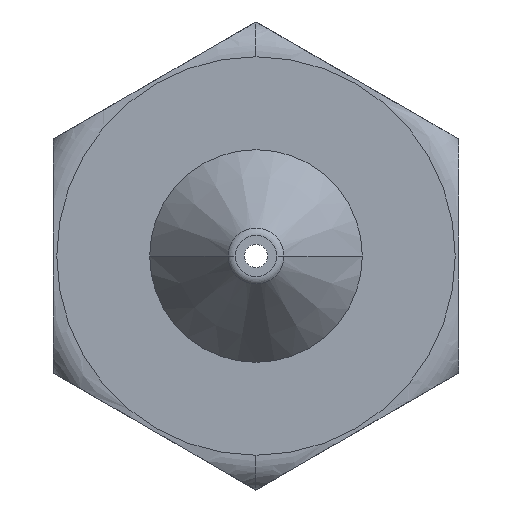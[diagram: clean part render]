
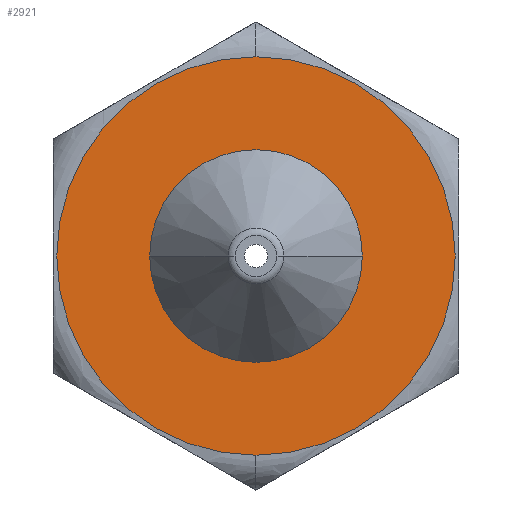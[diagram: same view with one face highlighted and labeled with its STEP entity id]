
A CAD part, front view. The second image highlights one B-rep face of the part: STEP entity #2921.
In plain terms, the highlighted planar face has unit normal (0, -1, 0).
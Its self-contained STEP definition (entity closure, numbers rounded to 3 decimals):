
#20 = DIRECTION ( 'NONE',  ( 1., 0., 0. ) ) ;
#25 = CIRCLE ( 'NONE', #2263, 1.837 ) ;
#40 = FACE_BOUND ( 'NONE', #1007, .T. ) ;
#41 = CARTESIAN_POINT ( 'NONE',  ( 1.837, -3., 0. ) ) ;
#62 = ORIENTED_EDGE ( 'NONE', *, *, #2711, .F. ) ;
#175 = CARTESIAN_POINT ( 'NONE',  ( 0., -3., 0. ) ) ;
#273 = EDGE_CURVE ( 'NONE', #316, #2611, #25, .T. ) ;
#316 = VERTEX_POINT ( 'NONE', #3188 ) ;
#426 = ORIENTED_EDGE ( 'NONE', *, *, #1913, .F. ) ;
#562 = ORIENTED_EDGE ( 'NONE', *, *, #2282, .F. ) ;
#572 = CARTESIAN_POINT ( 'NONE',  ( 0., -3., 0. ) ) ;
#648 = CARTESIAN_POINT ( 'NONE',  ( 0., -3., 0. ) ) ;
#662 = DIRECTION ( 'NONE',  ( 0., 0., 1. ) ) ;
#816 = FACE_OUTER_BOUND ( 'NONE', #2667, .T. ) ;
#931 = DIRECTION ( 'NONE',  ( 0., 1., 0. ) ) ;
#1007 = EDGE_LOOP ( 'NONE', ( #1387, #426 ) ) ;
#1115 = DIRECTION ( 'NONE',  ( 0., 0., 1. ) ) ;
#1345 = VERTEX_POINT ( 'NONE', #2031 ) ;
#1362 = CIRCLE ( 'NONE', #1783, 3.441 ) ;
#1387 = ORIENTED_EDGE ( 'NONE', *, *, #273, .F. ) ;
#1590 = DIRECTION ( 'NONE',  ( 0., -1., 0. ) ) ;
#1734 = DIRECTION ( 'NONE',  ( 0., 0., 1. ) ) ;
#1783 = AXIS2_PLACEMENT_3D ( 'NONE', #2377, #2681, #1115 ) ;
#1848 = CARTESIAN_POINT ( 'NONE',  ( 0., -3., 0. ) ) ;
#1913 = EDGE_CURVE ( 'NONE', #2611, #316, #2556, .T. ) ;
#2031 = CARTESIAN_POINT ( 'NONE',  ( 0., -3., 3.441 ) ) ;
#2123 = CARTESIAN_POINT ( 'NONE',  ( 0., -3., -3.441 ) ) ;
#2193 = AXIS2_PLACEMENT_3D ( 'NONE', #175, #931, #1734 ) ;
#2242 = DIRECTION ( 'NONE',  ( 0., 1., 0. ) ) ;
#2263 = AXIS2_PLACEMENT_3D ( 'NONE', #1848, #1590, #2391 ) ;
#2265 = PLANE ( 'NONE',  #2193 ) ;
#2267 = AXIS2_PLACEMENT_3D ( 'NONE', #572, #3144, #20 ) ;
#2282 = EDGE_CURVE ( 'NONE', #1345, #2649, #2633, .T. ) ;
#2377 = CARTESIAN_POINT ( 'NONE',  ( 0., -3., 0. ) ) ;
#2391 = DIRECTION ( 'NONE',  ( 1., 0., 0. ) ) ;
#2392 = AXIS2_PLACEMENT_3D ( 'NONE', #648, #2242, #662 ) ;
#2556 = CIRCLE ( 'NONE', #2267, 1.837 ) ;
#2611 = VERTEX_POINT ( 'NONE', #41 ) ;
#2633 = CIRCLE ( 'NONE', #2392, 3.441 ) ;
#2649 = VERTEX_POINT ( 'NONE', #2123 ) ;
#2667 = EDGE_LOOP ( 'NONE', ( #562, #62 ) ) ;
#2681 = DIRECTION ( 'NONE',  ( 0., 1., 0. ) ) ;
#2711 = EDGE_CURVE ( 'NONE', #2649, #1345, #1362, .T. ) ;
#2921 = ADVANCED_FACE ( 'NONE', ( #40, #816 ), #2265, .F. ) ;
#3144 = DIRECTION ( 'NONE',  ( 0., -1., 0. ) ) ;
#3188 = CARTESIAN_POINT ( 'NONE',  ( -1.837, -3., 0. ) ) ;
